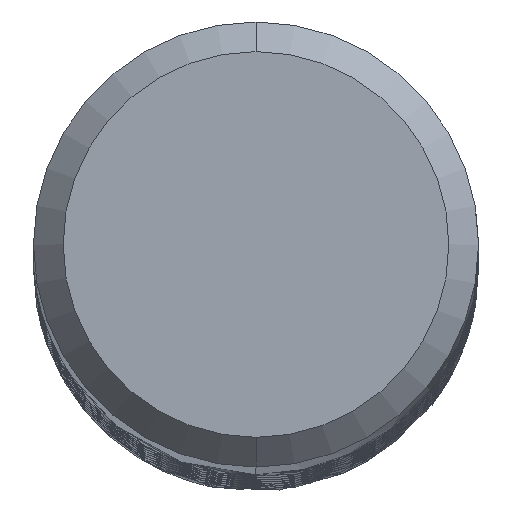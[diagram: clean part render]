
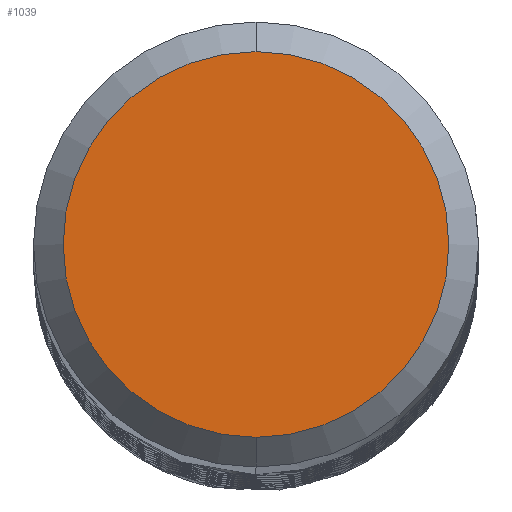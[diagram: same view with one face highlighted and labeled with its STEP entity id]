
A CAD part, top view. The second image highlights one B-rep face of the part: STEP entity #1039.
In plain terms, the highlighted planar face has unit normal (0, 0, 1).
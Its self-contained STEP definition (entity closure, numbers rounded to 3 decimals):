
#377=EDGE_CURVE('',#1021,#437,#1084,.T.);
#437=VERTEX_POINT('',#1147);
#555=EDGE_CURVE('',#437,#1021,#1271,.T.);
#1021=VERTEX_POINT('',#1787);
#1039=ADVANCED_FACE('',(#1807),#1808,.T.);
#1084=CIRCLE('',#1846,2.6);
#1147=CARTESIAN_POINT('',(0.,-2.6,0.0));
#1271=CIRCLE('',#7311,2.6);
#1787=CARTESIAN_POINT('',(0.0,2.6,0.0));
#1807=FACE_OUTER_BOUND('',#21168,.T.);
#1808=PLANE('',#21169);
#1846=AXIS2_PLACEMENT_3D('',#22339,#22340,#22341);
#7311=AXIS2_PLACEMENT_3D('',#22470,#22471,#22472);
#21168=EDGE_LOOP('',(#23076,#23077));
#21169=AXIS2_PLACEMENT_3D('',#23078,#23079,#23080);
#22339=CARTESIAN_POINT('',(0.0,0.0,0.0));
#22340=DIRECTION('',(0.0,0.0,-1.0));
#22341=DIRECTION('',(0.0,1.0,0.0));
#22470=CARTESIAN_POINT('',(0.0,0.0,0.0));
#22471=DIRECTION('',(0.0,0.0,-1.0));
#22472=DIRECTION('',(0.0,1.0,0.0));
#23076=ORIENTED_EDGE('',*,*,#377,.F.);
#23077=ORIENTED_EDGE('',*,*,#555,.F.);
#23078=CARTESIAN_POINT('',(0.0,1.3,0.0));
#23079=DIRECTION('',(-0.0,0.0,1.0));
#23080=DIRECTION('',(0.0,-1.0,0.0));
